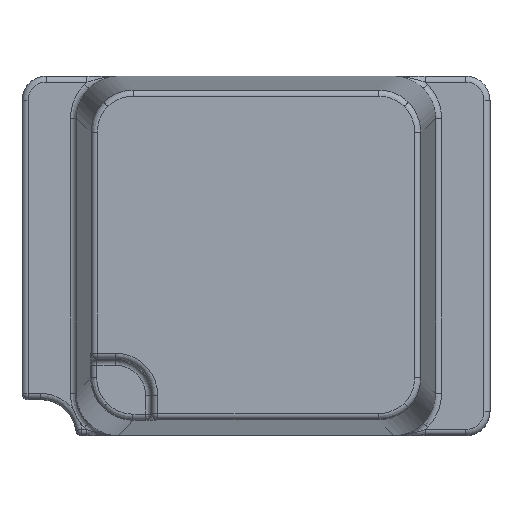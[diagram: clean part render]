
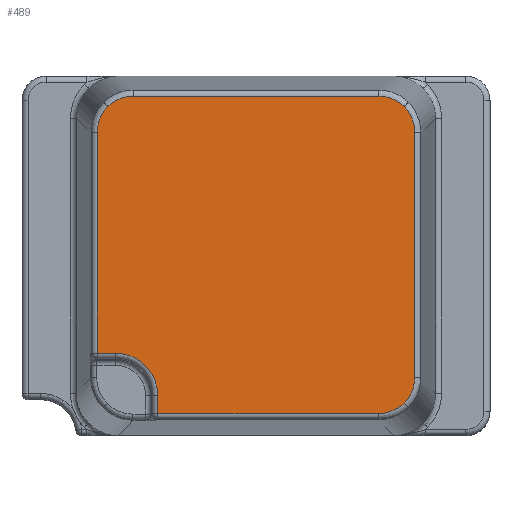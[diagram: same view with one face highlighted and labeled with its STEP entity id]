
A CAD part, top view. The second image highlights one B-rep face of the part: STEP entity #489.
In plain terms, the highlighted planar face has unit normal (0, 0, 1).
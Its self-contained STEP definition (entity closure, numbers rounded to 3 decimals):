
#18 = VECTOR ( 'NONE', #511, 1000. ) ;
#37 = EDGE_CURVE ( 'NONE', #1805, #279, #1812, .T. ) ;
#105 = CARTESIAN_POINT ( 'NONE',  ( 1.274, 1.083, 6.35 ) ) ;
#171 = CARTESIAN_POINT ( 'NONE',  ( -0.858, -1.33, 6.35 ) ) ;
#183 = CARTESIAN_POINT ( 'NONE',  ( 1.274, 1.003, 6.35 ) ) ;
#279 = VERTEX_POINT ( 'NONE', #183 ) ;
#302 = CARTESIAN_POINT ( 'NONE',  ( -0.858, -1.33, 6.35 ) ) ;
#308 = EDGE_CURVE ( 'NONE', #889, #405, #1138, .T. ) ;
#312 = EDGE_CURVE ( 'NONE', #879, #2504, #382, .T. ) ;
#338 = CARTESIAN_POINT ( 'NONE',  ( -1.14, 1.303, 6.35 ) ) ;
#341 = CARTESIAN_POINT ( 'NONE',  ( 1.274, -1.11, 6.35 ) ) ;
#355 = ORIENTED_EDGE ( 'NONE', *, *, #1315, .T. ) ;
#375 = AXIS2_PLACEMENT_3D ( 'NONE', #2028, #963, #3333 ) ;
#382 = LINE ( 'NONE', #2985, #507 ) ;
#388 = FACE_OUTER_BOUND ( 'NONE', #1820, .T. ) ;
#405 = VERTEX_POINT ( 'NONE', #1385 ) ;
#489 = ADVANCED_FACE ( 'NONE', ( #388 ), #1735, .T. ) ;
#500 = VECTOR ( 'NONE', #1445, 1000. ) ;
#503 = VECTOR ( 'NONE', #2002, 1000. ) ;
#507 = VECTOR ( 'NONE', #1142, 1000. ) ;
#511 = DIRECTION ( 'NONE',  ( 0., 1., 0. ) ) ;
#514 = EDGE_CURVE ( 'NONE', #1325, #1541, #1898, .T. ) ;
#628 = CARTESIAN_POINT ( 'NONE',  ( 1.054, -1.33, 6.35 ) ) ;
#635 = CARTESIAN_POINT ( 'NONE',  ( -1.271, 1.215, 6.35 ) ) ;
#653 =( BOUNDED_CURVE ( )  B_SPLINE_CURVE ( 3, ( #1943, #2152, #341, #3206 ),
 .UNSPECIFIED., .F., .T. ) 
 B_SPLINE_CURVE_WITH_KNOTS ( ( 4, 4 ),
 ( 1.143, 1.993 ),
 .UNSPECIFIED. ) 
 CURVE ( )  GEOMETRIC_REPRESENTATION_ITEM ( )  RATIONAL_B_SPLINE_CURVE ( ( 1., 0.941, 0.941, 1. ) ) 
 REPRESENTATION_ITEM ( '' )  );
#711 = CARTESIAN_POINT ( 'NONE',  ( -1.359, -0.829, 6.35 ) ) ;
#765 =( BOUNDED_CURVE ( )  B_SPLINE_CURVE ( 3, ( #3211, #105, #897, #2689 ),
 .UNSPECIFIED., .F., .F. ) 
 B_SPLINE_CURVE_WITH_KNOTS ( ( 4, 4 ),
 ( 1.148, 1.999 ),
 .UNSPECIFIED. ) 
 CURVE ( )  GEOMETRIC_REPRESENTATION_ITEM ( )  RATIONAL_B_SPLINE_CURVE ( ( 1., 0.941, 0.941, 1. ) ) 
 REPRESENTATION_ITEM ( '' )  );
#840 = ORIENTED_EDGE ( 'NONE', *, *, #308, .T. ) ;
#857 = CARTESIAN_POINT ( 'NONE',  ( -1.271, 1.215, 6.35 ) ) ;
#879 = VERTEX_POINT ( 'NONE', #2553 ) ;
#889 = VERTEX_POINT ( 'NONE', #2788 ) ;
#897 = CARTESIAN_POINT ( 'NONE',  ( 1.243, 1.159, 6.35 ) ) ;
#928 = CARTESIAN_POINT ( 'NONE',  ( 0.974, -1.33, 6.35 ) ) ;
#963 = DIRECTION ( 'NONE',  ( 0., 0., -1. ) ) ;
#1077 = ORIENTED_EDGE ( 'NONE', *, *, #312, .T. ) ;
#1138 =( BOUNDED_CURVE ( )  B_SPLINE_CURVE ( 3, ( #635, #3228, #1394, #2443 ),
 .UNSPECIFIED., .F., .F. ) 
 B_SPLINE_CURVE_WITH_KNOTS ( ( 4, 4 ),
 ( 4.284, 5.135 ),
 .UNSPECIFIED. ) 
 CURVE ( )  GEOMETRIC_REPRESENTATION_ITEM ( )  RATIONAL_B_SPLINE_CURVE ( ( 1., 0.941, 0.941, 1. ) ) 
 REPRESENTATION_ITEM ( '' )  );
#1142 = DIRECTION ( 'NONE',  ( -1., 0., 0. ) ) ;
#1143 = ORIENTED_EDGE ( 'NONE', *, *, #2377, .T. ) ;
#1155 = VERTEX_POINT ( 'NONE', #2531 ) ;
#1165 = CARTESIAN_POINT ( 'NONE',  ( 1.186, 1.215, 6.35 ) ) ;
#1189 = CARTESIAN_POINT ( 'NONE',  ( 1.274, -1.03, 6.35 ) ) ;
#1225 = CARTESIAN_POINT ( 'NONE',  ( -0.043, -0.013, 6.35 ) ) ;
#1315 = EDGE_CURVE ( 'NONE', #2525, #3196, #1598, .T. ) ;
#1325 = VERTEX_POINT ( 'NONE', #1461 ) ;
#1382 = CARTESIAN_POINT ( 'NONE',  ( 1.129, 1.272, 6.35 ) ) ;
#1385 = CARTESIAN_POINT ( 'NONE',  ( -1.359, 1.003, 6.35 ) ) ;
#1394 = CARTESIAN_POINT ( 'NONE',  ( -1.359, 1.083, 6.35 ) ) ;
#1445 = DIRECTION ( 'NONE',  ( 0., -1., 0. ) ) ;
#1461 = CARTESIAN_POINT ( 'NONE',  ( -1.208, -0.829, 6.35 ) ) ;
#1466 = VERTEX_POINT ( 'NONE', #1932 ) ;
#1476 = EDGE_CURVE ( 'NONE', #1466, #879, #1483, .T. ) ;
#1483 =( BOUNDED_CURVE ( )  B_SPLINE_CURVE ( 3, ( #1165, #1382, #2965, #1672 ),
 .UNSPECIFIED., .F., .T. ) 
 B_SPLINE_CURVE_WITH_KNOTS ( ( 4, 4 ),
 ( 1.143, 1.993 ),
 .UNSPECIFIED. ) 
 CURVE ( )  GEOMETRIC_REPRESENTATION_ITEM ( )  RATIONAL_B_SPLINE_CURVE ( ( 1., 0.941, 0.941, 1. ) ) 
 REPRESENTATION_ITEM ( '' )  );
#1484 = ORIENTED_EDGE ( 'NONE', *, *, #1818, .T. ) ;
#1505 = DIRECTION ( 'NONE',  ( 1., 0., 0. ) ) ;
#1518 = ORIENTED_EDGE ( 'NONE', *, *, #3176, .T. ) ;
#1541 = VERTEX_POINT ( 'NONE', #2918 ) ;
#1598 =( BOUNDED_CURVE ( )  B_SPLINE_CURVE ( 3, ( #928, #628, #1660, #1978 ),
 .UNSPECIFIED., .F., .T. ) 
 B_SPLINE_CURVE_WITH_KNOTS ( ( 4, 4 ),
 ( 4.29, 5.14 ),
 .UNSPECIFIED. ) 
 CURVE ( )  GEOMETRIC_REPRESENTATION_ITEM ( )  RATIONAL_B_SPLINE_CURVE ( ( 1., 0.941, 0.941, 1. ) ) 
 REPRESENTATION_ITEM ( '' )  );
#1660 = CARTESIAN_POINT ( 'NONE',  ( 1.129, -1.299, 6.35 ) ) ;
#1661 = DIRECTION ( 'NONE',  ( 1., 0., 0. ) ) ;
#1672 = CARTESIAN_POINT ( 'NONE',  ( 0.974, 1.303, 6.35 ) ) ;
#1735 = PLANE ( 'NONE',  #2120 ) ;
#1746 = DIRECTION ( 'NONE',  ( 1., 0., 0. ) ) ;
#1757 = CARTESIAN_POINT ( 'NONE',  ( -1.359, 1.003, 6.35 ) ) ;
#1771 = LINE ( 'NONE', #1757, #503 ) ;
#1805 = VERTEX_POINT ( 'NONE', #1189 ) ;
#1812 = LINE ( 'NONE', #2835, #18 ) ;
#1818 = EDGE_CURVE ( 'NONE', #1541, #3325, #2736, .T. ) ;
#1820 = EDGE_LOOP ( 'NONE', ( #2261, #840, #2923, #2706, #3017, #1484, #1143, #355, #2675, #3034, #1518, #1876, #1077 ) ) ;
#1876 = ORIENTED_EDGE ( 'NONE', *, *, #1476, .T. ) ;
#1898 = CIRCLE ( 'NONE', #375, 0.35 ) ;
#1932 = CARTESIAN_POINT ( 'NONE',  ( 1.186, 1.215, 6.35 ) ) ;
#1943 = CARTESIAN_POINT ( 'NONE',  ( 1.186, -1.242, 6.35 ) ) ;
#1978 = CARTESIAN_POINT ( 'NONE',  ( 1.186, -1.242, 6.35 ) ) ;
#2002 = DIRECTION ( 'NONE',  ( 0., -1., 0. ) ) ;
#2003 = EDGE_CURVE ( 'NONE', #405, #1155, #1771, .T. ) ;
#2028 = CARTESIAN_POINT ( 'NONE',  ( -1.208, -1.179, 6.35 ) ) ;
#2062 = CARTESIAN_POINT ( 'NONE',  ( 0.974, -1.33, 6.35 ) ) ;
#2120 = AXIS2_PLACEMENT_3D ( 'NONE', #1225, #2274, #1505 ) ;
#2133 = VECTOR ( 'NONE', #1746, 1000. ) ;
#2152 = CARTESIAN_POINT ( 'NONE',  ( 1.243, -1.185, 6.35 ) ) ;
#2157 = CARTESIAN_POINT ( 'NONE',  ( 1.186, -1.242, 6.35 ) ) ;
#2164 = CARTESIAN_POINT ( 'NONE',  ( -1.215, 1.272, 6.35 ) ) ;
#2241 = CARTESIAN_POINT ( 'NONE',  ( -0.858, -1.179, 6.35 ) ) ;
#2242 = VECTOR ( 'NONE', #1661, 1000. ) ;
#2257 = CARTESIAN_POINT ( 'NONE',  ( -1.059, 1.303, 6.35 ) ) ;
#2261 = ORIENTED_EDGE ( 'NONE', *, *, #2343, .T. ) ;
#2274 = DIRECTION ( 'NONE',  ( 0., 0., 1. ) ) ;
#2333 =( BOUNDED_CURVE ( )  B_SPLINE_CURVE ( 3, ( #3203, #338, #2164, #857 ),
 .UNSPECIFIED., .F., .F. ) 
 B_SPLINE_CURVE_WITH_KNOTS ( ( 4, 4 ),
 ( 1.148, 1.999 ),
 .UNSPECIFIED. ) 
 CURVE ( )  GEOMETRIC_REPRESENTATION_ITEM ( )  RATIONAL_B_SPLINE_CURVE ( ( 1., 0.941, 0.941, 1. ) ) 
 REPRESENTATION_ITEM ( '' )  );
#2343 = EDGE_CURVE ( 'NONE', #2504, #889, #2333, .T. ) ;
#2377 = EDGE_CURVE ( 'NONE', #3325, #2525, #3033, .T. ) ;
#2443 = CARTESIAN_POINT ( 'NONE',  ( -1.359, 1.003, 6.35 ) ) ;
#2504 = VERTEX_POINT ( 'NONE', #2257 ) ;
#2525 = VERTEX_POINT ( 'NONE', #2062 ) ;
#2531 = CARTESIAN_POINT ( 'NONE',  ( -1.359, -0.829, 6.35 ) ) ;
#2552 = LINE ( 'NONE', #711, #2133 ) ;
#2553 = CARTESIAN_POINT ( 'NONE',  ( 0.974, 1.303, 6.35 ) ) ;
#2675 = ORIENTED_EDGE ( 'NONE', *, *, #3355, .T. ) ;
#2689 = CARTESIAN_POINT ( 'NONE',  ( 1.186, 1.215, 6.35 ) ) ;
#2706 = ORIENTED_EDGE ( 'NONE', *, *, #3290, .T. ) ;
#2736 = LINE ( 'NONE', #2241, #500 ) ;
#2788 = CARTESIAN_POINT ( 'NONE',  ( -1.271, 1.215, 6.35 ) ) ;
#2835 = CARTESIAN_POINT ( 'NONE',  ( 1.274, -1.03, 6.35 ) ) ;
#2918 = CARTESIAN_POINT ( 'NONE',  ( -0.858, -1.179, 6.35 ) ) ;
#2923 = ORIENTED_EDGE ( 'NONE', *, *, #2003, .T. ) ;
#2965 = CARTESIAN_POINT ( 'NONE',  ( 1.054, 1.303, 6.35 ) ) ;
#2985 = CARTESIAN_POINT ( 'NONE',  ( 0.974, 1.303, 6.35 ) ) ;
#3017 = ORIENTED_EDGE ( 'NONE', *, *, #514, .T. ) ;
#3033 = LINE ( 'NONE', #171, #2242 ) ;
#3034 = ORIENTED_EDGE ( 'NONE', *, *, #37, .T. ) ;
#3176 = EDGE_CURVE ( 'NONE', #279, #1466, #765, .T. ) ;
#3196 = VERTEX_POINT ( 'NONE', #2157 ) ;
#3203 = CARTESIAN_POINT ( 'NONE',  ( -1.059, 1.303, 6.35 ) ) ;
#3206 = CARTESIAN_POINT ( 'NONE',  ( 1.274, -1.03, 6.35 ) ) ;
#3211 = CARTESIAN_POINT ( 'NONE',  ( 1.274, 1.003, 6.35 ) ) ;
#3228 = CARTESIAN_POINT ( 'NONE',  ( -1.328, 1.159, 6.35 ) ) ;
#3290 = EDGE_CURVE ( 'NONE', #1155, #1325, #2552, .T. ) ;
#3325 = VERTEX_POINT ( 'NONE', #302 ) ;
#3333 = DIRECTION ( 'NONE',  ( 1., 0., 0. ) ) ;
#3355 = EDGE_CURVE ( 'NONE', #3196, #1805, #653, .T. ) ;
